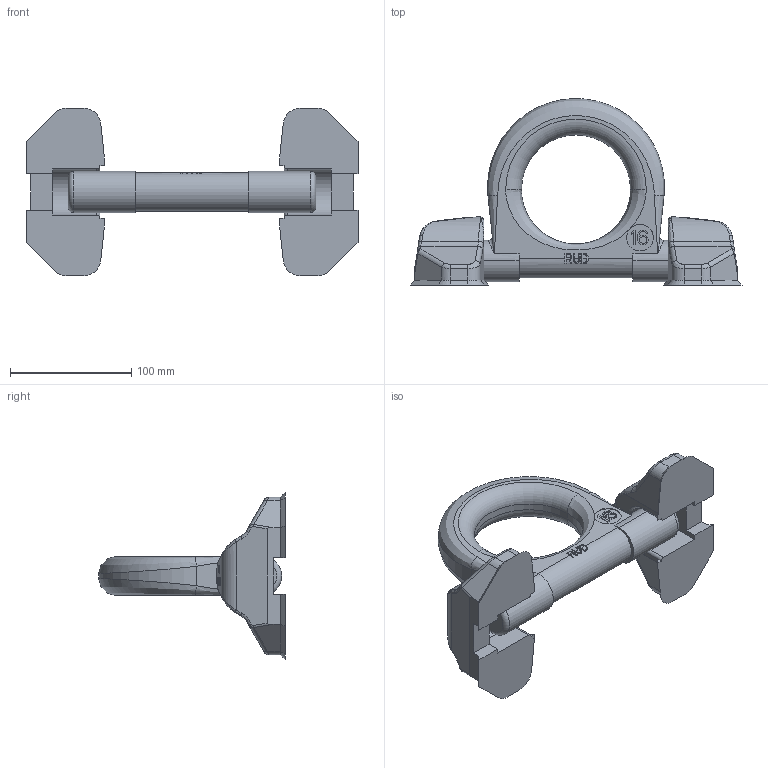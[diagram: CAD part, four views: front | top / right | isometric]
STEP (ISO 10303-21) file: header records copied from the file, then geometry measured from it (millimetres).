
FILE_DESCRIPTION((''),'2;1');
FILE_NAME('001-M31835-P-1_ASM','2005-09-21T',('jakubetz'),(''),'PRO/ENGINEER BY PARAMETRIC TECHNOLOGY CORPORATION, 2001400','PRO/ENGINEER BY PARAMETRIC TECHNOLOGY CORPORATION, 2001400','');
FILE_SCHEMA(('CONFIG_CONTROL_DESIGN'));
Length unit declared in the file: millimetre
Products named in the file (3): 001-M31835-P-1; 001-M31834-P-1; 001-M31835-P-1_ASM
Assembly tree (3 placements, depth 2):
  001-M31835-P-1_ASM
    001-M31835-P-1  x2
    001-M31834-P-1
Bounding box: 274 x 153.96 x 138 mm (x, y, z)
Volume: 818342.3 mm3; surface area: 107639.6 mm2
Topology: 3 solids, 3 shells, 816 faces, 2237 edges, 1446 vertices
Faces by surface type: plane 672, cylinder 62, bspline 62, cone 12, torus 8
Entity records: 19780 total; most frequent: CARTESIAN_POINT 7174, ORIENTED_EDGE 2770, DIRECTION 2315, EDGE_CURVE 1385, VECTOR 1173, LINE 1173, VERTEX_POINT 900, AXIS2_PLACEMENT_3D 571
